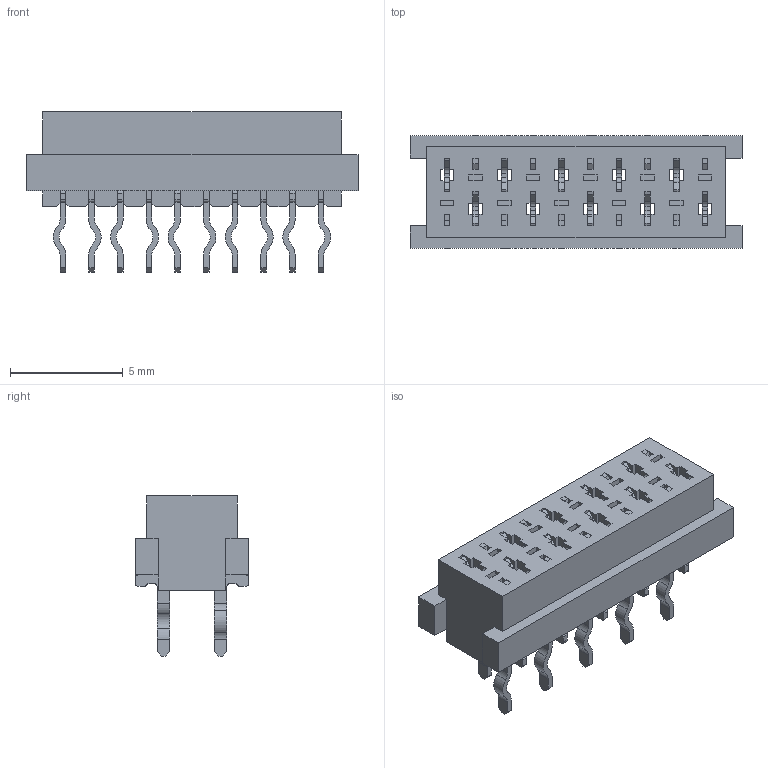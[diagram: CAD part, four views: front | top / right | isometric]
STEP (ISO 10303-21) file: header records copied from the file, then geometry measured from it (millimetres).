
FILE_DESCRIPTION(('STEP AP242'),'1');
FILE_NAME('690367181072.stp','2022-03-29T10:41:29',('TraceParts'),('TraceParts S.A.'),'Spatial InterOp 3D',' ',' ');
FILE_SCHEMA(('AP242_MANAGED_MODEL_BASED_3D_ENGINEERING_MIM_LF {1 0 10303 442 1 1 4}'));
Length unit declared in the file: millimetre
Products named in the file (1): 690367181072_1
Bounding box: 14.7 x 5 x 7.1 mm (x, y, z)
Volume: 230.4 mm3; surface area: 786.6 mm2
Topology: 11 solids, 11 shells, 812 faces, 2356 edges, 1556 vertices
Faces by surface type: plane 592, cylinder 220
Entity records: 33200 total; most frequent: CARTESIAN_POINT 4735, ORIENTED_EDGE 4712, DIRECTION 4442, EDGE_CURVE 2356, LINE 1916, VECTOR 1916, VERTEX_POINT 1556, AXIS2_PLACEMENT_3D 1263
